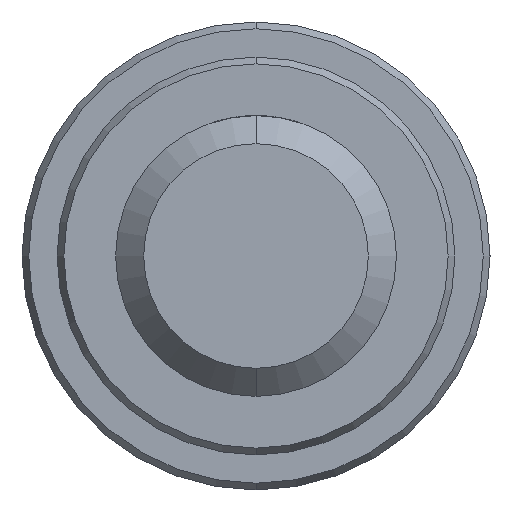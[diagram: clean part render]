
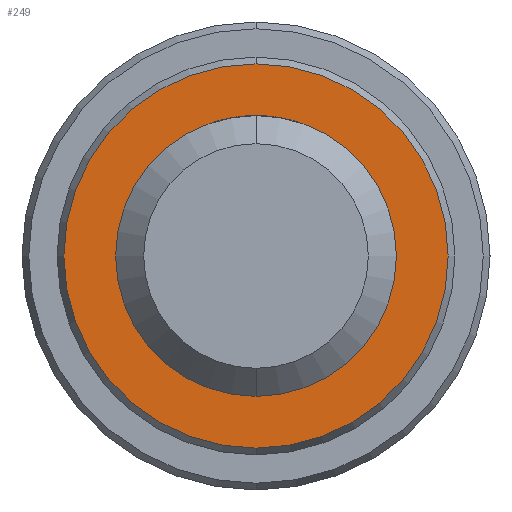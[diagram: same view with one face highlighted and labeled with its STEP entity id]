
A CAD part, left-side view. The second image highlights one B-rep face of the part: STEP entity #249.
In plain terms, the highlighted planar face has unit normal (-1, 0, 0).
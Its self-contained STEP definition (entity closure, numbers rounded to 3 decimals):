
#158 = EDGE_LOOP ( 'NONE', ( #1896, #1273 ) ) ;
#197 = DIRECTION ( 'NONE',  ( -1., 0., 0. ) ) ;
#199 = DIRECTION ( 'NONE',  ( 1., 0., 0. ) ) ;
#232 = CIRCLE ( 'NONE', #2163, 6. ) ;
#249 = ADVANCED_FACE ( 'NONE', ( #735, #865 ), #1233, .T. ) ;
#302 = AXIS2_PLACEMENT_3D ( 'NONE', #1742, #1055, #2063 ) ;
#368 = CARTESIAN_POINT ( 'NONE',  ( -105.1, 0., 6. ) ) ;
#484 = ORIENTED_EDGE ( 'NONE', *, *, #1602, .T. ) ;
#556 = DIRECTION ( 'NONE',  ( 0., 0., -1. ) ) ;
#640 = DIRECTION ( 'NONE',  ( -1., 0., 0. ) ) ;
#696 = DIRECTION ( 'NONE',  ( 0., 0., -1. ) ) ;
#735 = FACE_OUTER_BOUND ( 'NONE', #158, .T. ) ;
#865 = FACE_BOUND ( 'NONE', #1894, .T. ) ;
#884 = CARTESIAN_POINT ( 'NONE',  ( -105.1, 0., 8.211 ) ) ;
#972 = VERTEX_POINT ( 'NONE', #1594 ) ;
#1000 = AXIS2_PLACEMENT_3D ( 'NONE', #1682, #640, #1865 ) ;
#1001 = AXIS2_PLACEMENT_3D ( 'NONE', #1740, #197, #1725 ) ;
#1055 = DIRECTION ( 'NONE',  ( -1., 0., 0. ) ) ;
#1185 = AXIS2_PLACEMENT_3D ( 'NONE', #1735, #2113, #696 ) ;
#1233 = PLANE ( 'NONE',  #1001 ) ;
#1273 = ORIENTED_EDGE ( 'NONE', *, *, #1859, .T. ) ;
#1563 = VERTEX_POINT ( 'NONE', #368 ) ;
#1581 = VERTEX_POINT ( 'NONE', #884 ) ;
#1594 = CARTESIAN_POINT ( 'NONE',  ( -105.1, 0., -6. ) ) ;
#1595 = EDGE_CURVE ( 'NONE', #972, #1563, #1773, .T. ) ;
#1602 = EDGE_CURVE ( 'NONE', #1563, #972, #232, .T. ) ;
#1682 = CARTESIAN_POINT ( 'NONE',  ( -105.1, 0., 0. ) ) ;
#1688 = CIRCLE ( 'NONE', #302, 8.211 ) ;
#1716 = ORIENTED_EDGE ( 'NONE', *, *, #1595, .T. ) ;
#1725 = DIRECTION ( 'NONE',  ( 0., 0., 1. ) ) ;
#1735 = CARTESIAN_POINT ( 'NONE',  ( -105.1, 0., 0. ) ) ;
#1740 = CARTESIAN_POINT ( 'NONE',  ( -105.1, 6., 0. ) ) ;
#1742 = CARTESIAN_POINT ( 'NONE',  ( -105.1, 0., 0. ) ) ;
#1773 = CIRCLE ( 'NONE', #1185, 6. ) ;
#1859 = EDGE_CURVE ( 'NONE', #1581, #2235, #2197, .T. ) ;
#1865 = DIRECTION ( 'NONE',  ( 0., 0., 1. ) ) ;
#1894 = EDGE_LOOP ( 'NONE', ( #484, #1716 ) ) ;
#1896 = ORIENTED_EDGE ( 'NONE', *, *, #1925, .T. ) ;
#1925 = EDGE_CURVE ( 'NONE', #2235, #1581, #1688, .T. ) ;
#1952 = CARTESIAN_POINT ( 'NONE',  ( -105.1, 0., 0. ) ) ;
#2063 = DIRECTION ( 'NONE',  ( 0., 0., 1. ) ) ;
#2113 = DIRECTION ( 'NONE',  ( 1., 0., 0. ) ) ;
#2151 = CARTESIAN_POINT ( 'NONE',  ( -105.1, 0., -8.211 ) ) ;
#2163 = AXIS2_PLACEMENT_3D ( 'NONE', #1952, #199, #556 ) ;
#2197 = CIRCLE ( 'NONE', #1000, 8.211 ) ;
#2235 = VERTEX_POINT ( 'NONE', #2151 ) ;
